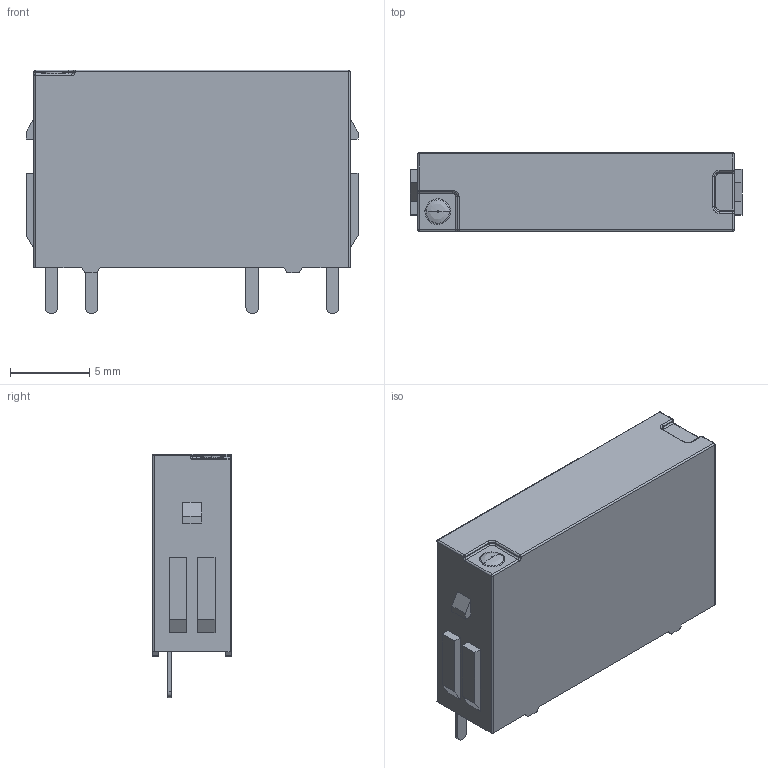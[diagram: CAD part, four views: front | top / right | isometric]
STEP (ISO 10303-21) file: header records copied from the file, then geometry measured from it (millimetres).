
FILE_DESCRIPTION (( 'STEP AP214' ), '1' );
FILE_NAME ('COMM-TH_BO-L20.0-W5.0-H12.8.step', '2022-06-21T13:27:20', ( '' ), ( '' ), 'SwSTEP 2.0', 'SolidWorks 2020', '' );
FILE_SCHEMA (( 'AUTOMOTIVE_DESIGN' ));
Length unit declared in the file: millimetre
Products named in the file (1): COMM-TH_BO-L20.0-W5.0-H12.8
Bounding box: 21 x 5.01 x 15.4 mm (x, y, z)
Volume: 1221.1 mm3; surface area: 898.6 mm2
Topology: 1 solids, 1 shells, 430 faces, 1137 edges, 738 vertices
Faces by surface type: plane 251, bspline 116, cylinder 45, torus 10, sphere 8
Entity records: 19382 total; most frequent: CARTESIAN_POINT 4743, ORIENTED_EDGE 2258, DIRECTION 1623, EDGE_CURVE 1129, LINE 789, VECTOR 789, VERTEX_POINT 738, EDGE_LOOP 467
